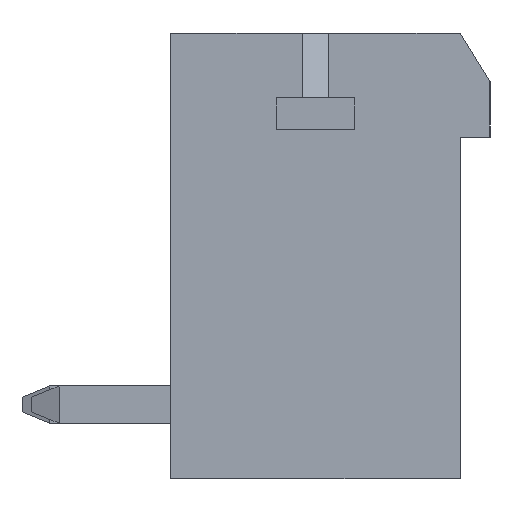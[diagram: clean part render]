
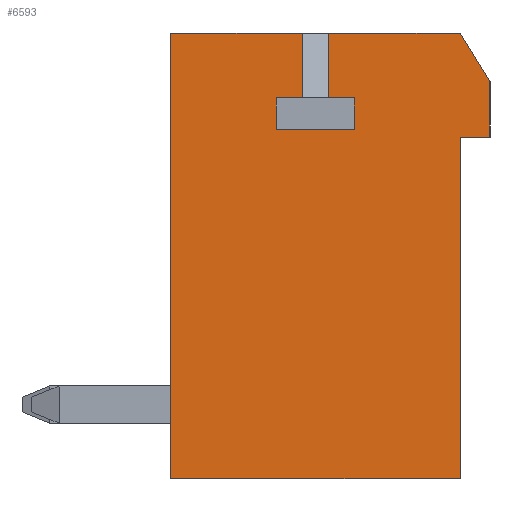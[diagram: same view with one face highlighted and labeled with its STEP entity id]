
A CAD part, left-side view. The second image highlights one B-rep face of the part: STEP entity #6593.
In plain terms, the highlighted planar face has unit normal (-1, 0, 0).
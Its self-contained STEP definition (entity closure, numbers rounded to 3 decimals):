
#155=ORIENTED_EDGE('',*,*,#2091,.T.);
#156=ORIENTED_EDGE('',*,*,#2092,.T.);
#157=ORIENTED_EDGE('',*,*,#2093,.T.);
#158=ORIENTED_EDGE('',*,*,#2094,.T.);
#159=ORIENTED_EDGE('',*,*,#2095,.T.);
#160=ORIENTED_EDGE('',*,*,#2096,.T.);
#161=ORIENTED_EDGE('',*,*,#2097,.T.);
#162=ORIENTED_EDGE('',*,*,#2098,.T.);
#163=ORIENTED_EDGE('',*,*,#2099,.T.);
#164=ORIENTED_EDGE('',*,*,#2100,.T.);
#165=ORIENTED_EDGE('',*,*,#2101,.T.);
#166=ORIENTED_EDGE('',*,*,#2102,.T.);
#167=ORIENTED_EDGE('',*,*,#2103,.T.);
#168=ORIENTED_EDGE('',*,*,#2104,.T.);
#169=ORIENTED_EDGE('',*,*,#2105,.T.);
#2091=EDGE_CURVE('',#3059,#3060,#3702,.T.);
#2092=EDGE_CURVE('',#3060,#3061,#3703,.T.);
#2093=EDGE_CURVE('',#3061,#3062,#3704,.T.);
#2094=EDGE_CURVE('',#3062,#3063,#3705,.T.);
#2095=EDGE_CURVE('',#3063,#3064,#3706,.T.);
#2096=EDGE_CURVE('',#3064,#3065,#3707,.T.);
#2097=EDGE_CURVE('',#3065,#3066,#3708,.T.);
#2098=EDGE_CURVE('',#3066,#3067,#3709,.T.);
#2099=EDGE_CURVE('',#3067,#3068,#3710,.T.);
#2100=EDGE_CURVE('',#3068,#3069,#3711,.T.);
#2101=EDGE_CURVE('',#3069,#3070,#3712,.T.);
#2102=EDGE_CURVE('',#3070,#3071,#3713,.T.);
#2103=EDGE_CURVE('',#3071,#3072,#3714,.T.);
#2104=EDGE_CURVE('',#3072,#3073,#3715,.T.);
#2105=EDGE_CURVE('',#3073,#3059,#3716,.T.);
#3059=VERTEX_POINT('',#9141);
#3060=VERTEX_POINT('',#9142);
#3061=VERTEX_POINT('',#9144);
#3062=VERTEX_POINT('',#9146);
#3063=VERTEX_POINT('',#9148);
#3064=VERTEX_POINT('',#9150);
#3065=VERTEX_POINT('',#9152);
#3066=VERTEX_POINT('',#9154);
#3067=VERTEX_POINT('',#9156);
#3068=VERTEX_POINT('',#9158);
#3069=VERTEX_POINT('',#9160);
#3070=VERTEX_POINT('',#9162);
#3071=VERTEX_POINT('',#9164);
#3072=VERTEX_POINT('',#9166);
#3073=VERTEX_POINT('',#9168);
#3702=LINE('',#9140,#4605);
#3703=LINE('',#9143,#4606);
#3704=LINE('',#9145,#4607);
#3705=LINE('',#9147,#4608);
#3706=LINE('',#9149,#4609);
#3707=LINE('',#9151,#4610);
#3708=LINE('',#9153,#4611);
#3709=LINE('',#9155,#4612);
#3710=LINE('',#9157,#4613);
#3711=LINE('',#9159,#4614);
#3712=LINE('',#9161,#4615);
#3713=LINE('',#9163,#4616);
#3714=LINE('',#9165,#4617);
#3715=LINE('',#9167,#4618);
#3716=LINE('',#9169,#4619);
#4605=VECTOR('',#7393,1000.);
#4606=VECTOR('',#7394,1000.);
#4607=VECTOR('',#7395,1000.);
#4608=VECTOR('',#7396,1000.);
#4609=VECTOR('',#7397,1000.);
#4610=VECTOR('',#7398,1000.);
#4611=VECTOR('',#7399,1000.);
#4612=VECTOR('',#7400,1000.);
#4613=VECTOR('',#7401,1000.);
#4614=VECTOR('',#7402,1000.);
#4615=VECTOR('',#7403,1000.);
#4616=VECTOR('',#7404,1000.);
#4617=VECTOR('',#7405,1000.);
#4618=VECTOR('',#7406,1000.);
#4619=VECTOR('',#7407,1000.);
#5508=EDGE_LOOP('',(#155,#156,#157,#158,#159,#160,#161,#162,#163,#164,#165,
#166,#167,#168,#169));
#5891=FACE_BOUND('',#5508,.T.);
#6274=PLANE('',#6967);
#6593=ADVANCED_FACE('',(#5891),#6274,.T.);
#6967=AXIS2_PLACEMENT_3D('',#9139,#7391,#7392);
#7391=DIRECTION('',(-1.,0.,0.));
#7392=DIRECTION('',(0.,0.,1.));
#7393=DIRECTION('',(0.,1.,0.));
#7394=DIRECTION('',(0.,0.,-1.));
#7395=DIRECTION('',(0.,-1.,0.));
#7396=DIRECTION('',(0.,0.,-1.));
#7397=DIRECTION('',(0.,1.,0.));
#7398=DIRECTION('',(0.,0.,1.));
#7399=DIRECTION('',(0.,-1.,0.));
#7400=DIRECTION('',(0.,0.,1.));
#7401=DIRECTION('',(0.,1.,0.));
#7402=DIRECTION('',(0.,0.,-1.));
#7403=DIRECTION('',(0.,-1.,0.));
#7404=DIRECTION('',(0.,0.,1.));
#7405=DIRECTION('',(0.,-1.,0.));
#7406=DIRECTION('',(0.,0.,1.));
#7407=DIRECTION('',(0.,0.524,0.852));
#9139=CARTESIAN_POINT('',(-23.86,0.,0.));
#9140=CARTESIAN_POINT('',(-23.86,-3.9,6.));
#9141=CARTESIAN_POINT('',(-23.86,-3.9,6.));
#9142=CARTESIAN_POINT('',(-23.86,-0.35,6.));
#9143=CARTESIAN_POINT('',(-23.86,-0.35,6.));
#9144=CARTESIAN_POINT('',(-23.86,-0.35,4.26));
#9145=CARTESIAN_POINT('',(-23.86,-0.35,4.26));
#9146=CARTESIAN_POINT('',(-23.86,-1.051,4.26));
#9147=CARTESIAN_POINT('',(-23.86,-1.051,4.26));
#9148=CARTESIAN_POINT('',(-23.86,-1.051,3.4));
#9149=CARTESIAN_POINT('',(-23.86,-1.051,3.4));
#9150=CARTESIAN_POINT('',(-23.86,1.051,3.4));
#9151=CARTESIAN_POINT('',(-23.86,1.051,3.4));
#9152=CARTESIAN_POINT('',(-23.86,1.051,4.26));
#9153=CARTESIAN_POINT('',(-23.86,1.051,4.26));
#9154=CARTESIAN_POINT('',(-23.86,0.35,4.26));
#9155=CARTESIAN_POINT('',(-23.86,0.35,4.26));
#9156=CARTESIAN_POINT('',(-23.86,0.35,6.));
#9157=CARTESIAN_POINT('',(-23.86,-3.9,6.));
#9158=CARTESIAN_POINT('',(-23.86,3.9,6.));
#9159=CARTESIAN_POINT('',(-23.86,3.9,6.));
#9160=CARTESIAN_POINT('',(-23.86,3.9,-6.));
#9161=CARTESIAN_POINT('',(-23.86,3.9,-6.));
#9162=CARTESIAN_POINT('',(-23.86,-3.9,-6.));
#9163=CARTESIAN_POINT('',(-23.86,-3.9,-6.));
#9164=CARTESIAN_POINT('',(-23.86,-3.9,3.2));
#9165=CARTESIAN_POINT('',(-23.86,-3.9,3.2));
#9166=CARTESIAN_POINT('',(-23.86,-4.7,3.2));
#9167=CARTESIAN_POINT('',(-23.86,-4.7,3.2));
#9168=CARTESIAN_POINT('',(-23.86,-4.7,4.7));
#9169=CARTESIAN_POINT('',(-23.86,-4.7,4.7));
